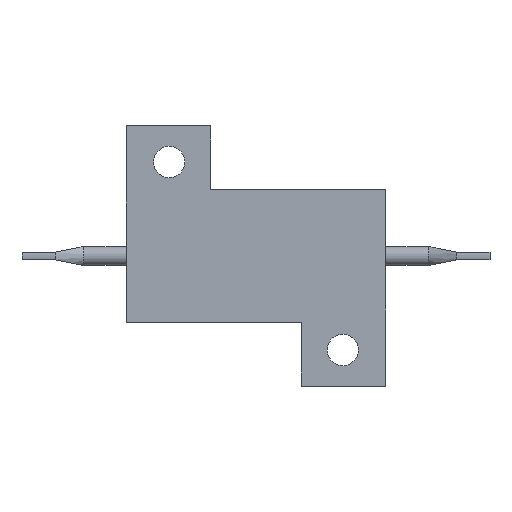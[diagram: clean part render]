
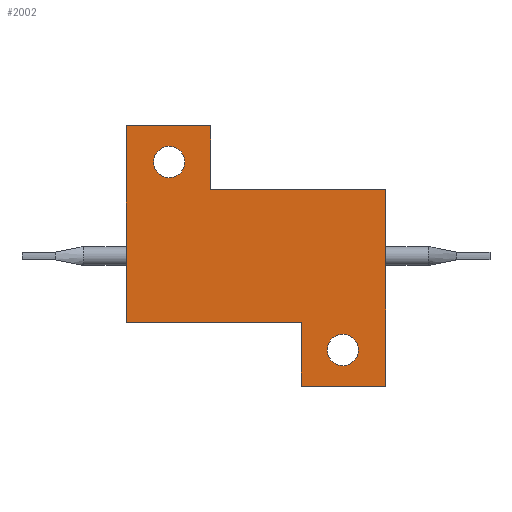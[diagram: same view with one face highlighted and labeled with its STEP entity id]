
A CAD part, front view. The second image highlights one B-rep face of the part: STEP entity #2002.
In plain terms, the highlighted planar face has unit normal (0, -1, 0).
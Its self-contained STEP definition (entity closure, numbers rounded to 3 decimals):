
#103=DIRECTION('',(0.,0.,-1.));
#104=VECTOR('',#103,20.7);
#105=CARTESIAN_POINT('',(-13.65,0.,13.715));
#106=LINE('',#105,#104);
#365=DIRECTION('',(0.,0.,1.));
#366=VECTOR('',#365,20.7);
#367=CARTESIAN_POINT('',(13.65,0.,-13.715));
#368=LINE('',#367,#366);
#561=DIRECTION('',(-1.,0.,0.));
#562=VECTOR('',#561,8.9);
#563=CARTESIAN_POINT('',(-4.75,0.,13.715));
#564=LINE('',#563,#562);
#565=DIRECTION('',(0.,0.,1.));
#566=VECTOR('',#565,6.73);
#567=CARTESIAN_POINT('',(-4.75,0.,6.985));
#568=LINE('',#567,#566);
#569=DIRECTION('',(1.,0.,0.));
#570=VECTOR('',#569,18.4);
#571=CARTESIAN_POINT('',(-4.75,0.,6.985));
#572=LINE('',#571,#570);
#573=DIRECTION('',(1.,0.,0.));
#574=VECTOR('',#573,8.9);
#575=CARTESIAN_POINT('',(4.75,0.,-13.715));
#576=LINE('',#575,#574);
#577=DIRECTION('',(0.,0.,-1.));
#578=VECTOR('',#577,6.73);
#579=CARTESIAN_POINT('',(4.75,0.,-6.985));
#580=LINE('',#579,#578);
#581=CARTESIAN_POINT('',(-9.15,0.,9.9));
#582=DIRECTION('',(0.,1.,0.));
#583=DIRECTION('',(-1.,0.,0.));
#584=AXIS2_PLACEMENT_3D('',#581,#582,#583);
#586=CARTESIAN_POINT('',(-9.15,0.,9.9));
#587=DIRECTION('',(0.,1.,0.));
#588=DIRECTION('',(1.,0.,0.));
#589=AXIS2_PLACEMENT_3D('',#586,#587,#588);
#591=CARTESIAN_POINT('',(9.15,0.,-9.9));
#592=DIRECTION('',(0.,1.,0.));
#593=DIRECTION('',(-1.,0.,0.));
#594=AXIS2_PLACEMENT_3D('',#591,#592,#593);
#596=CARTESIAN_POINT('',(9.15,0.,-9.9));
#597=DIRECTION('',(0.,1.,0.));
#598=DIRECTION('',(1.,0.,0.));
#599=AXIS2_PLACEMENT_3D('',#596,#597,#598);
#613=DIRECTION('',(1.,0.,0.));
#614=VECTOR('',#613,18.4);
#615=CARTESIAN_POINT('',(-13.65,0.,-6.985));
#616=LINE('',#615,#614);
#1191=CARTESIAN_POINT('',(4.75,0.,-13.715));
#1192=CARTESIAN_POINT('',(13.65,0.,-13.715));
#1193=VERTEX_POINT('',#1191);
#1194=VERTEX_POINT('',#1192);
#1195=CARTESIAN_POINT('',(-4.75,0.,13.715));
#1196=CARTESIAN_POINT('',(-13.65,0.,13.715));
#1197=VERTEX_POINT('',#1195);
#1198=VERTEX_POINT('',#1196);
#1207=CARTESIAN_POINT('',(-4.75,0.,6.985));
#1208=CARTESIAN_POINT('',(13.65,0.,6.985));
#1209=VERTEX_POINT('',#1207);
#1210=VERTEX_POINT('',#1208);
#1211=CARTESIAN_POINT('',(-13.65,0.,-6.985));
#1212=CARTESIAN_POINT('',(4.75,0.,-6.985));
#1213=VERTEX_POINT('',#1211);
#1214=VERTEX_POINT('',#1212);
#1215=CARTESIAN_POINT('',(-10.8,0.,9.9));
#1216=CARTESIAN_POINT('',(-7.5,0.,9.9));
#1217=VERTEX_POINT('',#1215);
#1218=VERTEX_POINT('',#1216);
#1219=CARTESIAN_POINT('',(7.5,0.,-9.9));
#1220=CARTESIAN_POINT('',(10.8,0.,-9.9));
#1221=VERTEX_POINT('',#1219);
#1222=VERTEX_POINT('',#1220);
#1971=CARTESIAN_POINT('',(-13.65,0.,6.985));
#1972=DIRECTION('',(0.,-1.,0.));
#1973=DIRECTION('',(0.,0.,-1.));
#1974=AXIS2_PLACEMENT_3D('',#1971,#1972,#1973);
#1975=PLANE('',#1974);
#1976=ORIENTED_EDGE('',*,*,#1520,.F.);
#1978=ORIENTED_EDGE('',*,*,#1977,.F.);
#1980=ORIENTED_EDGE('',*,*,#1979,.F.);
#1981=ORIENTED_EDGE('',*,*,#1866,.T.);
#1982=ORIENTED_EDGE('',*,*,#1706,.F.);
#1984=ORIENTED_EDGE('',*,*,#1983,.F.);
#1986=ORIENTED_EDGE('',*,*,#1985,.F.);
#1988=ORIENTED_EDGE('',*,*,#1987,.F.);
#1989=EDGE_LOOP('',(#1976,#1978,#1980,#1981,#1982,#1984,#1986,#1988));
#1990=FACE_OUTER_BOUND('',#1989,.F.);
#1991=ORIENTED_EDGE('',*,*,#1961,.F.);
#1993=ORIENTED_EDGE('',*,*,#1992,.F.);
#1994=EDGE_LOOP('',(#1991,#1993));
#1995=FACE_BOUND('',#1994,.F.);
#1997=ORIENTED_EDGE('',*,*,#1996,.F.);
#1999=ORIENTED_EDGE('',*,*,#1998,.F.);
#2000=EDGE_LOOP('',(#1997,#1999));
#2001=FACE_BOUND('',#2000,.F.);
#585=CIRCLE('',#584,1.65);
#590=CIRCLE('',#589,1.65);
#595=CIRCLE('',#594,1.65);
#600=CIRCLE('',#599,1.65);
#1520=EDGE_CURVE('',#1198,#1213,#106,.T.);
#1706=EDGE_CURVE('',#1194,#1210,#368,.T.);
#1866=EDGE_CURVE('',#1209,#1210,#572,.T.);
#1961=EDGE_CURVE('',#1217,#1218,#585,.T.);
#1977=EDGE_CURVE('',#1197,#1198,#564,.T.);
#1979=EDGE_CURVE('',#1209,#1197,#568,.T.);
#1983=EDGE_CURVE('',#1193,#1194,#576,.T.);
#1985=EDGE_CURVE('',#1214,#1193,#580,.T.);
#1987=EDGE_CURVE('',#1213,#1214,#616,.T.);
#1992=EDGE_CURVE('',#1218,#1217,#590,.T.);
#1996=EDGE_CURVE('',#1221,#1222,#595,.T.);
#1998=EDGE_CURVE('',#1222,#1221,#600,.T.);
#2002=ADVANCED_FACE('',(#1990,#1995,#2001),#1975,.T.);
